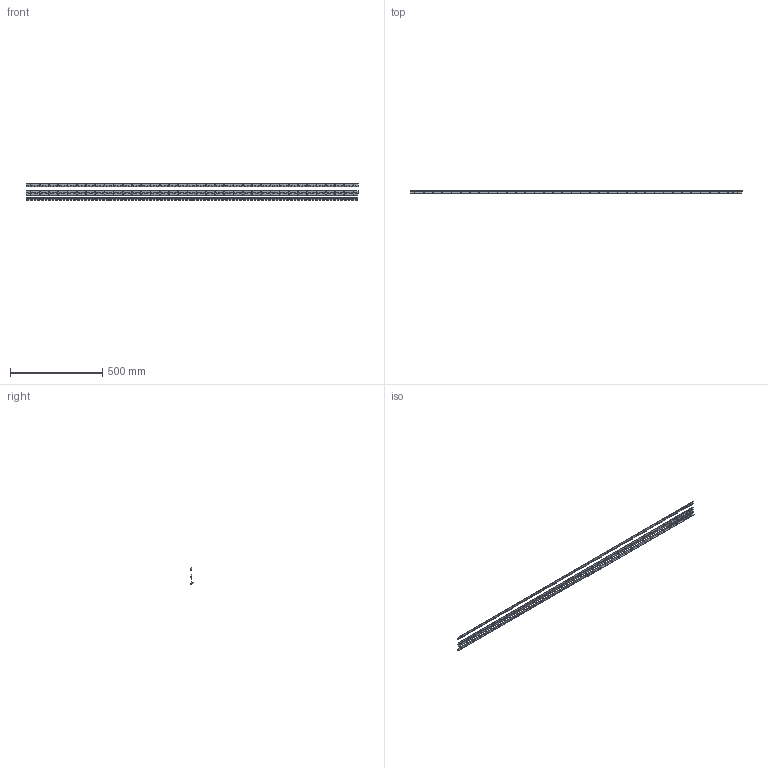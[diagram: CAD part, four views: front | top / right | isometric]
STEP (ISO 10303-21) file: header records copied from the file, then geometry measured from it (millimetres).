
FILE_DESCRIPTION (( 'STEP AP214' ), '1' );
FILE_NAME ('02870-Piano Hinge Galvanised 26mm 1.8m.STEP', '2020-02-06T22:33:41', ( '' ), ( '' ), 'SwSTEP 2.0', 'SolidWorks 2018', '' );
FILE_SCHEMA (( 'AUTOMOTIVE_DESIGN' ));
Length unit declared in the file: millimetre
Products named in the file (4): 02870-Piano Hinge Galvanised 26mm 1.8m; Pin; Top; Bottom
Assembly tree (9 placements, depth 2):
  02870-Piano Hinge Galvanised 26mm 1.8m
    Top  x3
    Bottom  x3
    Pin  x3
Bounding box: 1800 x 14.86 x 87.84 mm (x, y, z)
Volume: 220632.8 mm3; surface area: 455004.5 mm2
Topology: 9 solids, 9 shells, 4830 faces, 14193 edges, 9462 vertices
Faces by surface type: cylinder 2598, plane 1899, bspline 333
Entity records: 61027 total; most frequent: CARTESIAN_POINT 16714, ORIENTED_EDGE 9462, DIRECTION 9263, EDGE_CURVE 4731, AXIS2_PLACEMENT_3D 3243, VERTEX_POINT 3154, VECTOR 2777, LINE 2777
